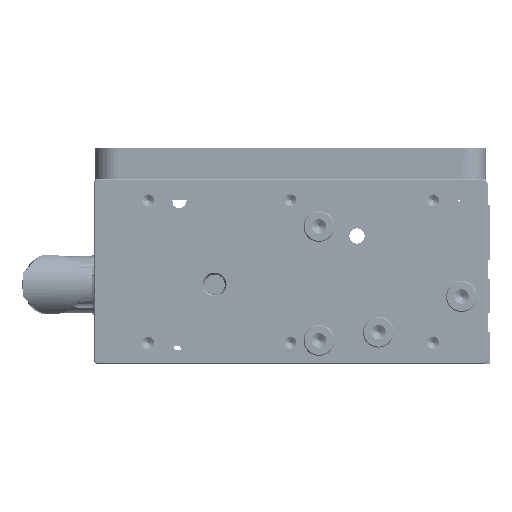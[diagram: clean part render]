
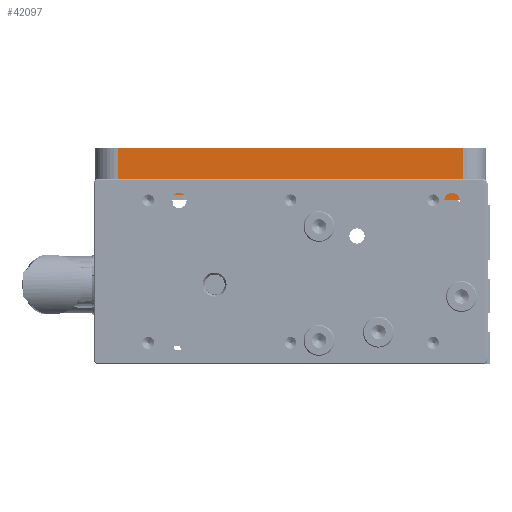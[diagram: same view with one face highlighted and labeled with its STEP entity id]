
A CAD part, left-side view. The second image highlights one B-rep face of the part: STEP entity #42097.
In plain terms, the highlighted planar face has unit normal (-1, 0, 0).
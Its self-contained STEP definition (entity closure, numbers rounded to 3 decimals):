
#419 = VERTEX_POINT ( 'NONE', #102740 ) ;
#2739 = ORIENTED_EDGE ( 'NONE', *, *, #110220, .F. ) ;
#3138 = DIRECTION ( 'NONE',  ( 0., 0., -1. ) ) ;
#5151 = CARTESIAN_POINT ( 'NONE',  ( -100., -19.5, 2.5 ) ) ;
#8036 = ORIENTED_EDGE ( 'NONE', *, *, #135695, .T. ) ;
#9701 = ORIENTED_EDGE ( 'NONE', *, *, #17633, .T. ) ;
#9998 = CARTESIAN_POINT ( 'NONE',  ( -100., -33.75, 0. ) ) ;
#10845 = ORIENTED_EDGE ( 'NONE', *, *, #105374, .T. ) ;
#12094 = CARTESIAN_POINT ( 'NONE',  ( -100., -59., -4. ) ) ;
#17633 = EDGE_CURVE ( 'NONE', #19503, #200180, #157739, .T. ) ;
#19503 = VERTEX_POINT ( 'NONE', #9998 ) ;
#21522 = DIRECTION ( 'NONE',  ( 0., 0., -1. ) ) ;
#21660 = ORIENTED_EDGE ( 'NONE', *, *, #149721, .T. ) ;
#22627 = EDGE_LOOP ( 'NONE', ( #9701, #21660, #182799, #163590, #8036, #2739, #78118, #33536, #10845, #181425, #76891, #158623, #175643, #88662 ) ) ;
#22796 = DIRECTION ( 'NONE',  ( 1., 0., 0. ) ) ;
#23172 = CARTESIAN_POINT ( 'NONE',  ( -100., -60., 22. ) ) ;
#24323 = LINE ( 'NONE', #71403, #172467 ) ;
#24616 = CARTESIAN_POINT ( 'NONE',  ( -100., 95., 0. ) ) ;
#24799 = CARTESIAN_POINT ( 'NONE',  ( -100., 95., 22. ) ) ;
#33536 = ORIENTED_EDGE ( 'NONE', *, *, #79260, .T. ) ;
#34168 = EDGE_CURVE ( 'NONE', #139195, #19503, #40979, .T. ) ;
#34642 = VECTOR ( 'NONE', #87089, 1000. ) ;
#40979 = LINE ( 'NONE', #24616, #34642 ) ;
#42097 = ADVANCED_FACE ( 'NONE', ( #185273 ), #139140, .F. ) ;
#42338 = VERTEX_POINT ( 'NONE', #145112 ) ;
#44816 = CARTESIAN_POINT ( 'NONE',  ( -100., 95., 22. ) ) ;
#44852 = LINE ( 'NONE', #12094, #88980 ) ;
#49254 = LINE ( 'NONE', #5151, #183706 ) ;
#54120 = CARTESIAN_POINT ( 'NONE',  ( -100., -49.75, 0. ) ) ;
#54945 = EDGE_CURVE ( 'NONE', #55729, #167911, #49254, .T. ) ;
#55228 = CARTESIAN_POINT ( 'NONE',  ( -100., -23.5, 0. ) ) ;
#55729 = VERTEX_POINT ( 'NONE', #141571 ) ;
#60367 = AXIS2_PLACEMENT_3D ( 'NONE', #44816, #107308, #93926 ) ;
#60393 = LINE ( 'NONE', #88086, #73847 ) ;
#65152 = CARTESIAN_POINT ( 'NONE',  ( -100., -41.75, 0. ) ) ;
#67492 = VECTOR ( 'NONE', #97765, 1000. ) ;
#69508 = VERTEX_POINT ( 'NONE', #185764 ) ;
#69878 = DIRECTION ( 'NONE',  ( 0., 1., 0. ) ) ;
#71403 = CARTESIAN_POINT ( 'NONE',  ( -100., -60., 22. ) ) ;
#72977 = EDGE_CURVE ( 'NONE', #101806, #195286, #60393, .T. ) ;
#73847 = VECTOR ( 'NONE', #149613, 1000. ) ;
#74593 = DIRECTION ( 'NONE',  ( 0., 0., 1. ) ) ;
#76891 = ORIENTED_EDGE ( 'NONE', *, *, #54945, .F. ) ;
#78118 = ORIENTED_EDGE ( 'NONE', *, *, #103829, .T. ) ;
#79260 = EDGE_CURVE ( 'NONE', #69508, #419, #141842, .T. ) ;
#84757 = DIRECTION ( 'NONE',  ( 0., 0., 1. ) ) ;
#85584 = CARTESIAN_POINT ( 'NONE',  ( -100., -60., -4. ) ) ;
#87089 = DIRECTION ( 'NONE',  ( 0., -1., 0. ) ) ;
#88086 = CARTESIAN_POINT ( 'NONE',  ( -100., -59., -4. ) ) ;
#88662 = ORIENTED_EDGE ( 'NONE', *, *, #34168, .T. ) ;
#88980 = VECTOR ( 'NONE', #74593, 1000. ) ;
#91085 = CARTESIAN_POINT ( 'NONE',  ( -100., 95., 0. ) ) ;
#93926 = DIRECTION ( 'NONE',  ( 0., 1., 0. ) ) ;
#94348 = DIRECTION ( 'NONE',  ( 0., -1., 0. ) ) ;
#95479 = AXIS2_PLACEMENT_3D ( 'NONE', #65152, #180678, #132533 ) ;
#97765 = DIRECTION ( 'NONE',  ( 0., 1., 0. ) ) ;
#99328 = CARTESIAN_POINT ( 'NONE',  ( -100., 85., 22. ) ) ;
#101806 = VERTEX_POINT ( 'NONE', #146818 ) ;
#102740 = CARTESIAN_POINT ( 'NONE',  ( -100., -5., 2. ) ) ;
#103829 = EDGE_CURVE ( 'NONE', #42338, #69508, #161896, .T. ) ;
#104567 = VECTOR ( 'NONE', #21522, 1000. ) ;
#105374 = EDGE_CURVE ( 'NONE', #419, #173952, #147607, .T. ) ;
#107308 = DIRECTION ( 'NONE',  ( 1., 0., 0. ) ) ;
#110220 = EDGE_CURVE ( 'NONE', #42338, #191874, #118029, .T. ) ;
#111023 = DIRECTION ( 'NONE',  ( 0., -1., 0. ) ) ;
#116203 = CARTESIAN_POINT ( 'NONE',  ( -100., -19.5, 2.5 ) ) ;
#117728 = EDGE_CURVE ( 'NONE', #173952, #167911, #135941, .T. ) ;
#118029 = LINE ( 'NONE', #24799, #194557 ) ;
#120499 = CARTESIAN_POINT ( 'NONE',  ( -100., -7., 0. ) ) ;
#121589 = CARTESIAN_POINT ( 'NONE',  ( -100., 95., 0. ) ) ;
#121891 = CARTESIAN_POINT ( 'NONE',  ( -100., -19.5, 0. ) ) ;
#122887 = DIRECTION ( 'NONE',  ( 0., 0., 1. ) ) ;
#123900 = CARTESIAN_POINT ( 'NONE',  ( -100., -23.5, 2.5 ) ) ;
#123907 = VECTOR ( 'NONE', #122887, 1000. ) ;
#129473 = CARTESIAN_POINT ( 'NONE',  ( -100., -7., 2. ) ) ;
#131442 = CARTESIAN_POINT ( 'NONE',  ( -100., -5., 0. ) ) ;
#132533 = DIRECTION ( 'NONE',  ( 0., 1., 0. ) ) ;
#135695 = EDGE_CURVE ( 'NONE', #195286, #191874, #24323, .T. ) ;
#135941 = LINE ( 'NONE', #121589, #184588 ) ;
#136221 = LINE ( 'NONE', #123900, #123907 ) ;
#137757 = EDGE_CURVE ( 'NONE', #139195, #156585, #136221, .T. ) ;
#138274 = LINE ( 'NONE', #91085, #202153 ) ;
#139140 = PLANE ( 'NONE',  #60367 ) ;
#139195 = VERTEX_POINT ( 'NONE', #55228 ) ;
#141571 = CARTESIAN_POINT ( 'NONE',  ( -100., -19.5, 2.5 ) ) ;
#141813 = CARTESIAN_POINT ( 'NONE',  ( -100., -23.5, 2.5 ) ) ;
#141842 = LINE ( 'NONE', #129473, #168756 ) ;
#145112 = CARTESIAN_POINT ( 'NONE',  ( -100., 85., 22. ) ) ;
#146818 = CARTESIAN_POINT ( 'NONE',  ( -100., -59., -4. ) ) ;
#147447 = EDGE_CURVE ( 'NONE', #156585, #55729, #192141, .T. ) ;
#147607 = CIRCLE ( 'NONE', #160581, 2. ) ;
#149613 = DIRECTION ( 'NONE',  ( 0., -1., 0. ) ) ;
#149721 = EDGE_CURVE ( 'NONE', #200180, #170440, #138274, .T. ) ;
#156585 = VERTEX_POINT ( 'NONE', #141813 ) ;
#157739 = CIRCLE ( 'NONE', #95479, 8. ) ;
#158623 = ORIENTED_EDGE ( 'NONE', *, *, #147447, .F. ) ;
#160581 = AXIS2_PLACEMENT_3D ( 'NONE', #131442, #22796, #69878 ) ;
#161896 = LINE ( 'NONE', #99328, #104567 ) ;
#163590 = ORIENTED_EDGE ( 'NONE', *, *, #72977, .T. ) ;
#167911 = VERTEX_POINT ( 'NONE', #121891 ) ;
#168756 = VECTOR ( 'NONE', #111023, 1000. ) ;
#170440 = VERTEX_POINT ( 'NONE', #175512 ) ;
#172467 = VECTOR ( 'NONE', #84757, 1000. ) ;
#173952 = VERTEX_POINT ( 'NONE', #120499 ) ;
#175512 = CARTESIAN_POINT ( 'NONE',  ( -100., -59., 0. ) ) ;
#175643 = ORIENTED_EDGE ( 'NONE', *, *, #137757, .F. ) ;
#180678 = DIRECTION ( 'NONE',  ( 1., 0., 0. ) ) ;
#181425 = ORIENTED_EDGE ( 'NONE', *, *, #117728, .T. ) ;
#182799 = ORIENTED_EDGE ( 'NONE', *, *, #186578, .F. ) ;
#183706 = VECTOR ( 'NONE', #3138, 1000. ) ;
#184408 = DIRECTION ( 'NONE',  ( 0., -1., 0. ) ) ;
#184588 = VECTOR ( 'NONE', #197389, 1000. ) ;
#185273 = FACE_OUTER_BOUND ( 'NONE', #22627, .T. ) ;
#185764 = CARTESIAN_POINT ( 'NONE',  ( -100., 85., 2. ) ) ;
#186578 = EDGE_CURVE ( 'NONE', #101806, #170440, #44852, .T. ) ;
#191874 = VERTEX_POINT ( 'NONE', #23172 ) ;
#192141 = LINE ( 'NONE', #116203, #67492 ) ;
#194557 = VECTOR ( 'NONE', #94348, 1000. ) ;
#195286 = VERTEX_POINT ( 'NONE', #85584 ) ;
#197389 = DIRECTION ( 'NONE',  ( 0., -1., 0. ) ) ;
#200180 = VERTEX_POINT ( 'NONE', #54120 ) ;
#202153 = VECTOR ( 'NONE', #184408, 1000. ) ;
